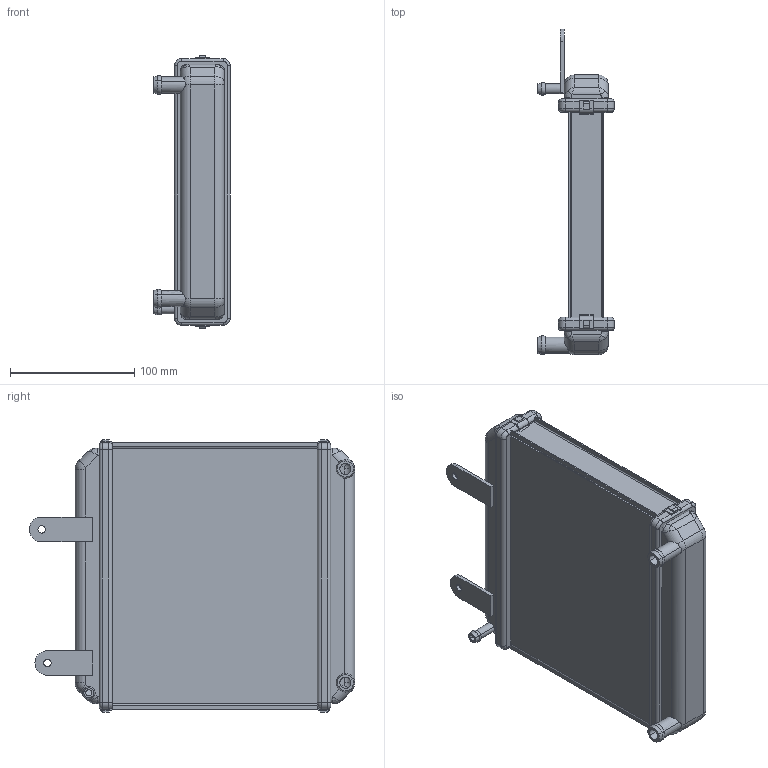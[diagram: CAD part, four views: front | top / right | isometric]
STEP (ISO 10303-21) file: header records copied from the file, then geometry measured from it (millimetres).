
FILE_DESCRIPTION(('CATIA V5 STEP Exchange','CAx-IF Rec.Pracs.--- Model Styling and Organization---1.4--- 2014-01-23'),'2;1');
FILE_NAME('PUTM_RADIATOR_V2_ALLCATPART.stp','2019-12-11T12:49:05+00:00',('none'),('none'),'CATIA Version 5-6 Release 2016 SP3 HF44','CATIA V5 STEP AP214','none');
FILE_SCHEMA(('AUTOMOTIVE_DESIGN { 1 0 10303 214 1 1 1 1 }'));
Length unit declared in the file: millimetre
Products named in the file (1): PUTM_Radiator_v2_AllCATPart
Bounding box: 61.42 x 261.9 x 219.64 mm (x, y, z)
Volume: 1272028.2 mm3; surface area: 201843 mm2
Topology: 3 solids, 3 shells, 518 faces, 1278 edges, 752 vertices
Faces by surface type: cylinder 198, plane 166, torus 82, bspline 62, revolution 6, cone 4
Entity records: 17812 total; most frequent: CARTESIAN_POINT 6616, ORIENTED_EDGE 2524, DIRECTION 1769, EDGE_CURVE 1262, AXIS2_PLACEMENT_3D 780, VERTEX_POINT 752, VECTOR 616, LINE 616
